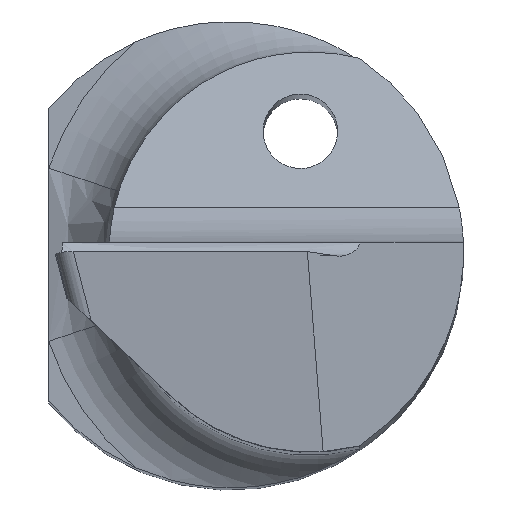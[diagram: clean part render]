
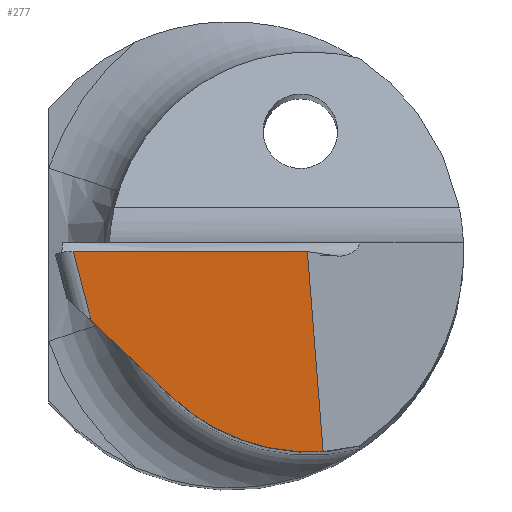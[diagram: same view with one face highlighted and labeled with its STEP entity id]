
A CAD part, top view. The second image highlights one B-rep face of the part: STEP entity #277.
In plain terms, the highlighted planar face has unit normal (0.138, -0.139, 0.981).
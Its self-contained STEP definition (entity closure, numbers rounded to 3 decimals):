
#2 = CARTESIAN_POINT ( 'NONE',  ( 0.391, -2.184, 34.397 ) ) ;
#54 = ORIENTED_EDGE ( 'NONE', *, *, #820, .T. ) ;
#56 = FACE_OUTER_BOUND ( 'NONE', #668, .T. ) ;
#63 = CARTESIAN_POINT ( 'NONE',  ( 0.825, 0., 34.646 ) ) ;
#77 = CARTESIAN_POINT ( 'NONE',  ( 0.994, -2.144, 34.318 ) ) ;
#121 = LINE ( 'NONE', #647, #655 ) ;
#148 = DIRECTION ( 'NONE',  ( 0.715, -0.671, -0.196 ) ) ;
#168 = LINE ( 'NONE', #471, #711 ) ;
#197 = VECTOR ( 'NONE', #218, 1000. ) ;
#204 = EDGE_CURVE ( 'NONE', #372, #718, #265, .T. ) ;
#207 = DIRECTION ( 'NONE',  ( 0., -0.99, -0.141 ) ) ;
#218 = DIRECTION ( 'NONE',  ( -0.078, 0.986, 0.151 ) ) ;
#227 = EDGE_CURVE ( 'NONE', #877, #282, #168, .T. ) ;
#243 = CARTESIAN_POINT ( 'NONE',  ( -0.618, -1.566, 34.627 ) ) ;
#265 =( BOUNDED_CURVE ( )  B_SPLINE_CURVE ( 3, ( #243, #537, #2, #77 ),
 .UNSPECIFIED., .F., .T. ) 
 B_SPLINE_CURVE_WITH_KNOTS ( ( 4, 4 ),
 ( 4.749, 5.568 ),
 .UNSPECIFIED. ) 
 CURVE ( )  GEOMETRIC_REPRESENTATION_ITEM ( )  RATIONAL_B_SPLINE_CURVE ( ( 1., 0.945, 0.945, 1. ) ) 
 REPRESENTATION_ITEM ( '' )  );
#277 = ADVANCED_FACE ( 'NONE', ( #56 ), #898, .T. ) ;
#282 = VERTEX_POINT ( 'NONE', #726 ) ;
#284 = CARTESIAN_POINT ( 'NONE',  ( 0.994, -2.144, 34.318 ) ) ;
#372 = VERTEX_POINT ( 'NONE', #894 ) ;
#393 = VECTOR ( 'NONE', #148, 1000. ) ;
#433 = CARTESIAN_POINT ( 'NONE',  ( -1.997, 0.1, 35.057 ) ) ;
#468 = ORIENTED_EDGE ( 'NONE', *, *, #204, .T. ) ;
#469 = CARTESIAN_POINT ( 'NONE',  ( 0.817, 0.1, 34.661 ) ) ;
#471 = CARTESIAN_POINT ( 'NONE',  ( -1.999, 0., 35.043 ) ) ;
#505 = EDGE_CURVE ( 'NONE', #718, #877, #540, .T. ) ;
#537 = CARTESIAN_POINT ( 'NONE',  ( -0.178, -1.98, 34.506 ) ) ;
#540 = LINE ( 'NONE', #469, #197 ) ;
#557 = VERTEX_POINT ( 'NONE', #936 ) ;
#642 = ORIENTED_EDGE ( 'NONE', *, *, #505, .T. ) ;
#647 = CARTESIAN_POINT ( 'NONE',  ( -1.731, 0.174, 35.03 ) ) ;
#650 = EDGE_CURVE ( 'NONE', #557, #282, #121, .T. ) ;
#652 = DIRECTION ( 'NONE',  ( -0.247, 0.954, 0.17 ) ) ;
#655 = VECTOR ( 'NONE', #652, 1000. ) ;
#668 = EDGE_LOOP ( 'NONE', ( #54, #468, #642, #713, #795 ) ) ;
#683 = LINE ( 'NONE', #986, #393 ) ;
#711 = VECTOR ( 'NONE', #945, 1000. ) ;
#713 = ORIENTED_EDGE ( 'NONE', *, *, #227, .T. ) ;
#718 = VERTEX_POINT ( 'NONE', #284 ) ;
#726 = CARTESIAN_POINT ( 'NONE',  ( -1.686, 0., 34.999 ) ) ;
#795 = ORIENTED_EDGE ( 'NONE', *, *, #650, .F. ) ;
#820 = EDGE_CURVE ( 'NONE', #557, #372, #683, .T. ) ;
#877 = VERTEX_POINT ( 'NONE', #63 ) ;
#894 = CARTESIAN_POINT ( 'NONE',  ( -0.618, -1.566, 34.627 ) ) ;
#898 = PLANE ( 'NONE',  #952 ) ;
#936 = CARTESIAN_POINT ( 'NONE',  ( -1.492, -0.745, 34.866 ) ) ;
#945 = DIRECTION ( 'NONE',  ( -0.99, 0., 0.139 ) ) ;
#952 = AXIS2_PLACEMENT_3D ( 'NONE', #433, #972, #207 ) ;
#972 = DIRECTION ( 'NONE',  ( 0.138, -0.139, 0.981 ) ) ;
#986 = CARTESIAN_POINT ( 'NONE',  ( -0.678, -1.51, 34.643 ) ) ;
